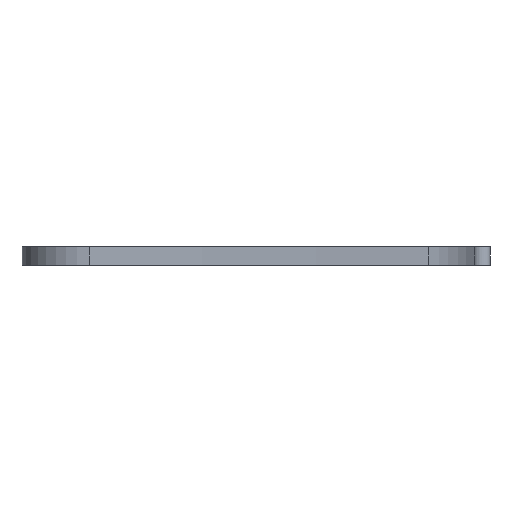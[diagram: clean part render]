
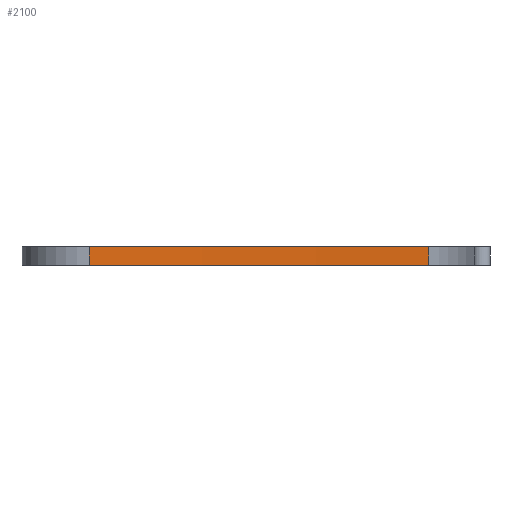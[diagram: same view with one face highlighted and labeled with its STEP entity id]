
A CAD part, left-side view. The second image highlights one B-rep face of the part: STEP entity #2100.
In plain terms, the highlighted cylindrical face has radius 1200 mm (diameter 2400 mm), a partial arc.
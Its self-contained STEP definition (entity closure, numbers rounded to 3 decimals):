
#29=LINE('',#3327,#166);
#30=LINE('',#3330,#167);
#166=VECTOR('',#2619,30.);
#167=VECTOR('',#2622,10.);
#302=CYLINDRICAL_SURFACE('',#2261,1200.);
#456=FACE_OUTER_BOUND('',#583,.T.);
#583=EDGE_LOOP('',(#1492,#1493,#1494,#1495));
#767=CIRCLE('',#2262,1200.);
#768=CIRCLE('',#2263,1200.);
#941=VERTEX_POINT('',#3323);
#942=VERTEX_POINT('',#3324);
#943=VERTEX_POINT('',#3326);
#944=VERTEX_POINT('',#3328);
#1159=EDGE_CURVE('',#941,#942,#767,.T.);
#1160=EDGE_CURVE('',#943,#941,#29,.T.);
#1161=EDGE_CURVE('',#944,#943,#768,.T.);
#1162=EDGE_CURVE('',#942,#944,#30,.T.);
#1492=ORIENTED_EDGE('',*,*,#1159,.F.);
#1493=ORIENTED_EDGE('',*,*,#1160,.F.);
#1494=ORIENTED_EDGE('',*,*,#1161,.F.);
#1495=ORIENTED_EDGE('',*,*,#1162,.F.);
#2100=ADVANCED_FACE('',(#456),#302,.F.);
#2261=AXIS2_PLACEMENT_3D('',#3322,#2615,#2616);
#2262=AXIS2_PLACEMENT_3D('',#3325,#2617,#2618);
#2263=AXIS2_PLACEMENT_3D('',#3329,#2620,#2621);
#2615=DIRECTION('center_axis',(0.,0.,-1.));
#2616=DIRECTION('ref_axis',(0.998,-0.06,0.));
#2617=DIRECTION('center_axis',(0.,0.,
1.));
#2618=DIRECTION('ref_axis',(0.998,-0.06,0.));
#2619=DIRECTION('',(0.,0.,-1.));
#2620=DIRECTION('center_axis',(0.,0.,
-1.));
#2621=DIRECTION('ref_axis',(0.998,-0.06,0.));
#2622=DIRECTION('',(0.,0.,1.));
#3322=CARTESIAN_POINT('Origin',(-1228.161,-66.677,54.033));
#3323=CARTESIAN_POINT('',(-30.336,-138.894,46.033));
#3324=CARTESIAN_POINT('',(-30.336,5.54,46.033));
#3325=CARTESIAN_POINT('Origin',(-1228.161,-66.677,46.033));
#3326=CARTESIAN_POINT('',(-30.336,-138.894,54.033));
#3327=CARTESIAN_POINT('',(-30.336,-138.894,46.033));
#3328=CARTESIAN_POINT('',(-30.336,5.54,54.033));
#3329=CARTESIAN_POINT('Origin',(-1228.161,-66.677,54.033));
#3330=CARTESIAN_POINT('',(-30.336,5.54,46.033));
